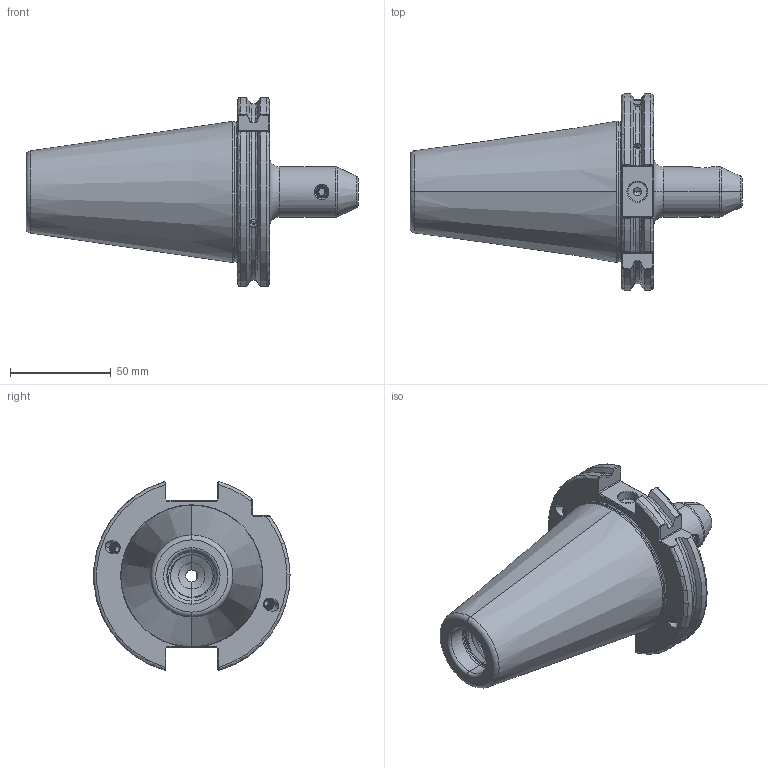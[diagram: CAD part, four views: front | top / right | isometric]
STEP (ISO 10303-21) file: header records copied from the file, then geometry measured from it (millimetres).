
FILE_DESCRIPTION (( 'STEP AP203' ), '1' );
FILE_NAME ('503.04.06.STEP', '2016-11-25T07:48:31', ( '' ), ( '' ), 'SwSTEP 2.0', 'SolidWorks 2012', '' );
FILE_SCHEMA (( 'CONFIG_CONTROL_DESIGN' ));
Length unit declared in the file: millimetre
Products named in the file (3): 503.04.06; 側固6_M6x1_10L
Assembly tree (2 placements, depth 2):
  503.04.06
    503.04.06
    側固6_M6x1_10L
Bounding box: 164.75 x 97.33 x 93.81 mm (x, y, z)
Volume: 335805.5 mm3; surface area: 51383 mm2
Topology: 2 solids, 2 shells, 340 faces, 912 edges, 567 vertices
Faces by surface type: cylinder 145, plane 66, cone 48, bspline 43, torus 36, sphere 2
Entity records: 29567 total; most frequent: CARTESIAN_POINT 21914, ORIENTED_EDGE 1792, DIRECTION 1238, EDGE_CURVE 896, VERTEX_POINT 567, AXIS2_PLACEMENT_3D 481, EDGE_LOOP 359, FACE_OUTER_BOUND 340
